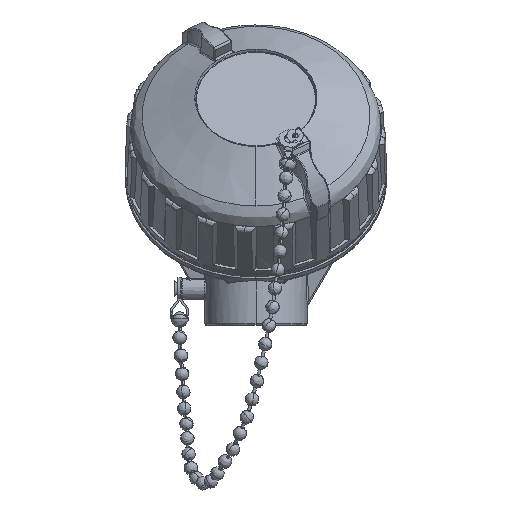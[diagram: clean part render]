
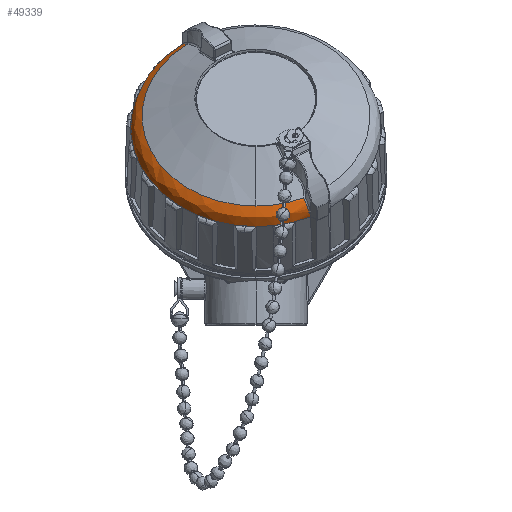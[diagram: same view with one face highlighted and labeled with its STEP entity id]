
A CAD part, left-side view. The second image highlights one B-rep face of the part: STEP entity #49339.
In plain terms, the highlighted free-form (B-spline) face has degree [3, 3] with [4, 4] control points.
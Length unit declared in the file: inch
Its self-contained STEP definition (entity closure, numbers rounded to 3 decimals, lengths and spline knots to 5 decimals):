
#1 = AXIS2_PLACEMENT_3D ( 'NONE', #5307, #46507, #51316 ) ;
#815 = VERTEX_POINT ( 'NONE', #29271 ) ;
#1119 = CARTESIAN_POINT ( 'NONE',  ( -3.46465, -0.70926, -0.64696 ) ) ;
#1300 = B_SPLINE_CURVE_WITH_KNOTS ( 'NONE', 3,
 ( #2209, #50953, #38586, #46932, #19209, #6520 ),
 .UNSPECIFIED., .F., .F.,
 ( 4, 2, 4 ),
 ( -0.00027, 0.00093, 0.00213 ),
 .UNSPECIFIED. ) ;
#1919 = CARTESIAN_POINT ( 'NONE',  ( -3.47524, -0.70336, -0.63649 ) ) ;
#2209 = CARTESIAN_POINT ( 'NONE',  ( -1.68036, 0.97765, 1.5362 ) ) ;
#2520 = EDGE_CURVE ( 'NONE', #38968, #33452, #9489, .T. ) ;
#2966 = CARTESIAN_POINT ( 'NONE',  ( -4.25159, 1.65623, -1.34983 ) ) ;
#2988 = EDGE_CURVE ( 'NONE', #37396, #23643, #41670, .T. ) ;
#3489 = CARTESIAN_POINT ( 'NONE',  ( -1.96175, 0.91192, 1.58103 ) ) ;
#5307 = CARTESIAN_POINT ( 'NONE',  ( -2.69807, -0.00015, 0.63859 ) ) ;
#6520 = CARTESIAN_POINT ( 'NONE',  ( -1.76729, 0.98226, 1.57226 ) ) ;
#7915 =( BOUNDED_SURFACE ( )  B_SPLINE_SURFACE ( 3, 3, ( 
 ( #28069, #44452, #2966, #36636 ),
 ( #53049, #16197, #32601, #8915 ),
 ( #32868, #29381, #12949, #13223 ),
 ( #45783, #24556, #16458, #29119 ) ),
 .UNSPECIFIED., .F., .F., .F. ) 
 B_SPLINE_SURFACE_WITH_KNOTS ( ( 4, 4 ),
 ( 4, 4 ),
 ( 0., 1. ),
 ( 0., 1. ),
 .UNSPECIFIED. ) 
 GEOMETRIC_REPRESENTATION_ITEM ( )  RATIONAL_B_SPLINE_SURFACE ( (
 ( 1., 0.382, 0.382, 1.),
 ( 0.916, 0.35, 0.35, 0.916),
 ( 0.916, 0.35, 0.35, 0.916),
 ( 1., 0.382, 0.382, 1.) ) ) 
 REPRESENTATION_ITEM ( '' )  SURFACE ( )  );
#7924 = AXIS2_PLACEMENT_3D ( 'NONE', #20004, #23794, #45275 ) ;
#8877 = AXIS2_PLACEMENT_3D ( 'NONE', #15031, #31440, #10994 ) ;
#8915 = CARTESIAN_POINT ( 'NONE',  ( -3.53303, -0.72038, -0.51604 ) ) ;
#9397 = ORIENTED_EDGE ( 'NONE', *, *, #42573, .F. ) ;
#9489 = CIRCLE ( 'NONE', #1, 1.50407 ) ;
#10994 = DIRECTION ( 'NONE',  ( -0.528, -0.515, -0.675 ) ) ;
#11364 = CARTESIAN_POINT ( 'NONE',  ( -1.79996, 0.9756, 1.58505 ) ) ;
#11987 = EDGE_LOOP ( 'NONE', ( #47237, #41913, #16964, #24775, #14868, #48265, #34619, #9397 ) ) ;
#12949 = CARTESIAN_POINT ( 'NONE',  ( -4.28937, 1.81715, -1.63142 ) ) ;
#13223 = CARTESIAN_POINT ( 'NONE',  ( -3.4915, -0.74497, -0.61019 ) ) ;
#14868 = ORIENTED_EDGE ( 'NONE', *, *, #25435, .T. ) ;
#15031 = CARTESIAN_POINT ( 'NONE',  ( -2.69807, -0.00015, 0.63859 ) ) ;
#16185 = CARTESIAN_POINT ( 'NONE',  ( -1.93225, 0.92756, 1.59068 ) ) ;
#16197 = CARTESIAN_POINT ( 'NONE',  ( -2.8398, 3.18827, 0.37126 ) ) ;
#16458 = CARTESIAN_POINT ( 'NONE',  ( -4.20986, 1.82122, -1.7014 ) ) ;
#16964 = ORIENTED_EDGE ( 'NONE', *, *, #48552, .T. ) ;
#17299 = CARTESIAN_POINT ( 'NONE',  ( -1.76729, 0.98226, 1.57226 ) ) ;
#17329 = CARTESIAN_POINT ( 'NONE',  ( -3.41822, -0.72032, -0.68815 ) ) ;
#17455 = CARTESIAN_POINT ( 'NONE',  ( -3.51982, -0.68134, -0.56565 ) ) ;
#17724 = CARTESIAN_POINT ( 'NONE',  ( -3.50493, -0.69024, -0.59721 ) ) ;
#19209 = CARTESIAN_POINT ( 'NONE',  ( -1.75168, 0.98065, 1.56957 ) ) ;
#20004 = CARTESIAN_POINT ( 'NONE',  ( -2.50159, -0.00015, 0.48508 ) ) ;
#20241 = FACE_OUTER_BOUND ( 'NONE', #11987, .T. ) ;
#20665 = CARTESIAN_POINT ( 'NONE',  ( -3.62407, -0.00015, -0.54663 ) ) ;
#21235 = DIRECTION ( 'NONE',  ( 0.788, 0., -0.616 ) ) ;
#22615 = CARTESIAN_POINT ( 'NONE',  ( -3.53916, -0.62928, -0.43796 ) ) ;
#23643 = VERTEX_POINT ( 'NONE', #34041 ) ;
#23756 = CARTESIAN_POINT ( 'NONE',  ( -1.83388, 0.96589, 1.59224 ) ) ;
#23794 = DIRECTION ( 'NONE',  ( 0.788, 0., -0.616 ) ) ;
#24556 = CARTESIAN_POINT ( 'NONE',  ( -2.69169, 3.30453, 0.24176 ) ) ;
#24775 = ORIENTED_EDGE ( 'NONE', *, *, #2520, .T. ) ;
#25435 = EDGE_CURVE ( 'NONE', #33452, #36793, #33816, .T. ) ;
#26045 = VERTEX_POINT ( 'NONE', #17299 ) ;
#28069 = CARTESIAN_POINT ( 'NONE',  ( -1.94163, 0.86739, 1.60678 ) ) ;
#29119 = CARTESIAN_POINT ( 'NONE',  ( -3.4102, -0.74664, -0.67789 ) ) ;
#29207 = B_SPLINE_CURVE_WITH_KNOTS ( 'NONE', 3,
 ( #47024, #17724, #17455, #33858, #34911, #38680 ),
 .UNSPECIFIED., .F., .F.,
 ( 4, 2, 4 ),
 ( 0., 0.5, 1. ),
 .UNSPECIFIED. ) ;
#29271 = CARTESIAN_POINT ( 'NONE',  ( -1.68036, 0.97765, 1.5362 ) ) ;
#29381 = CARTESIAN_POINT ( 'NONE',  ( -2.77459, 3.29716, 0.3074 ) ) ;
#29971 = CARTESIAN_POINT ( 'NONE',  ( -3.48496, -0.69598, -0.62626 ) ) ;
#30051 = EDGE_CURVE ( 'NONE', #37396, #34685, #41737, .T. ) ;
#30504 = CARTESIAN_POINT ( 'NONE',  ( -3.43052, -0.71987, -0.67803 ) ) ;
#31440 = DIRECTION ( 'NONE',  ( 0.788, 0., -0.616 ) ) ;
#32218 = CARTESIAN_POINT ( 'NONE',  ( -1.96175, 0.91192, 1.58103 ) ) ;
#32601 = CARTESIAN_POINT ( 'NONE',  ( -4.30455, 1.75714, -1.50354 ) ) ;
#32784 = EDGE_CURVE ( 'NONE', #815, #26045, #1300, .T. ) ;
#32868 = CARTESIAN_POINT ( 'NONE',  ( -1.75499, 0.95168, 1.61244 ) ) ;
#33452 = VERTEX_POINT ( 'NONE', #20665 ) ;
#33816 = CIRCLE ( 'NONE', #8877, 1.50407 ) ;
#33858 = CARTESIAN_POINT ( 'NONE',  ( -3.53808, -0.65858, -0.50155 ) ) ;
#34041 = CARTESIAN_POINT ( 'NONE',  ( -3.48496, -0.69598, -0.62626 ) ) ;
#34619 = ORIENTED_EDGE ( 'NONE', *, *, #32784, .F. ) ;
#34685 = VERTEX_POINT ( 'NONE', #46970 ) ;
#34911 = CARTESIAN_POINT ( 'NONE',  ( -3.54147, -0.64472, -0.46903 ) ) ;
#36629 = CARTESIAN_POINT ( 'NONE',  ( -1.90004, 0.94187, 1.59505 ) ) ;
#36636 = CARTESIAN_POINT ( 'NONE',  ( -3.52437, -0.67902, -0.41903 ) ) ;
#36793 = VERTEX_POINT ( 'NONE', #32218 ) ;
#37396 = VERTEX_POINT ( 'NONE', #46709 ) ;
#38298 = CARTESIAN_POINT ( 'NONE',  ( -3.44236, -0.71749, -0.66767 ) ) ;
#38586 = CARTESIAN_POINT ( 'NONE',  ( -1.7072, 0.97784, 1.55323 ) ) ;
#38680 = CARTESIAN_POINT ( 'NONE',  ( -3.53916, -0.62928, -0.43796 ) ) ;
#38968 = VERTEX_POINT ( 'NONE', #22615 ) ;
#39541 = EDGE_CURVE ( 'NONE', #36793, #26045, #47022, .T. ) ;
#40671 = CARTESIAN_POINT ( 'NONE',  ( -1.76729, 0.98226, 1.57226 ) ) ;
#41670 = B_SPLINE_CURVE_WITH_KNOTS ( 'NONE', 3,
 ( #17329, #30504, #38298, #1119, #1919, #29971 ),
 .UNSPECIFIED., .F., .F.,
 ( 4, 2, 4 ),
 ( -0.00027, 0.00093, 0.00213 ),
 .UNSPECIFIED. ) ;
#41737 = CIRCLE ( 'NONE', #46027, 1.65388 ) ;
#41913 = ORIENTED_EDGE ( 'NONE', *, *, #2988, .T. ) ;
#42573 = EDGE_CURVE ( 'NONE', #34685, #815, #44033, .T. ) ;
#44033 = CIRCLE ( 'NONE', #7924, 1.65388 ) ;
#44452 = CARTESIAN_POINT ( 'NONE',  ( -2.87095, 3.00518, 0.41731 ) ) ;
#45275 = DIRECTION ( 'NONE',  ( -0.317, 0.857, -0.406 ) ) ;
#45435 = CARTESIAN_POINT ( 'NONE',  ( -2.50159, -0.00015, 0.48508 ) ) ;
#45783 = CARTESIAN_POINT ( 'NONE',  ( -1.66981, 0.95381, 1.54972 ) ) ;
#45975 = DIRECTION ( 'NONE',  ( -0.317, 0.857, -0.406 ) ) ;
#46027 = AXIS2_PLACEMENT_3D ( 'NONE', #45435, #21235, #45975 ) ;
#46507 = DIRECTION ( 'NONE',  ( 0.788, 0., -0.616 ) ) ;
#46709 = CARTESIAN_POINT ( 'NONE',  ( -3.41822, -0.72032, -0.68815 ) ) ;
#46932 = CARTESIAN_POINT ( 'NONE',  ( -1.73631, 0.97941, 1.56521 ) ) ;
#46970 = CARTESIAN_POINT ( 'NONE',  ( -3.51982, -0.00015, -0.8182 ) ) ;
#47022 = B_SPLINE_CURVE_WITH_KNOTS ( 'NONE', 3,
 ( #3489, #16185, #36629, #23756, #11364, #40671 ),
 .UNSPECIFIED., .F., .F.,
 ( 4, 2, 4 ),
 ( 0., 0.5, 1. ),
 .UNSPECIFIED. ) ;
#47024 = CARTESIAN_POINT ( 'NONE',  ( -3.48496, -0.69598, -0.62626 ) ) ;
#47237 = ORIENTED_EDGE ( 'NONE', *, *, #30051, .F. ) ;
#48265 = ORIENTED_EDGE ( 'NONE', *, *, #39541, .T. ) ;
#48552 = EDGE_CURVE ( 'NONE', #23643, #38968, #29207, .T. ) ;
#49339 = ADVANCED_FACE ( 'NONE', ( #20241 ), #7915, .T. ) ;
#50953 = CARTESIAN_POINT ( 'NONE',  ( -1.69327, 0.9775, 1.54554 ) ) ;
#51316 = DIRECTION ( 'NONE',  ( -0.528, -0.515, -0.675 ) ) ;
#53049 = CARTESIAN_POINT ( 'NONE',  ( -1.85386, 0.92024, 1.6332 ) ) ;
